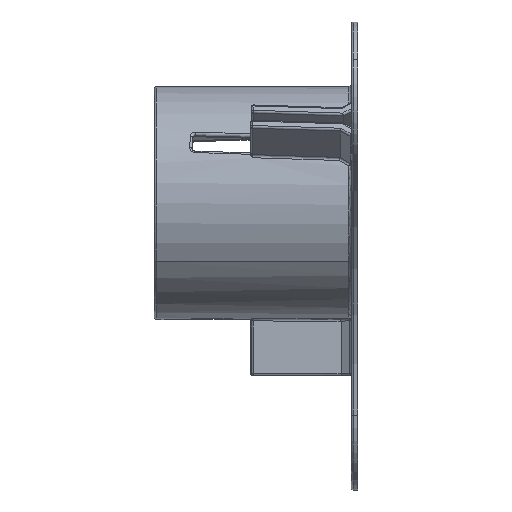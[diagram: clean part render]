
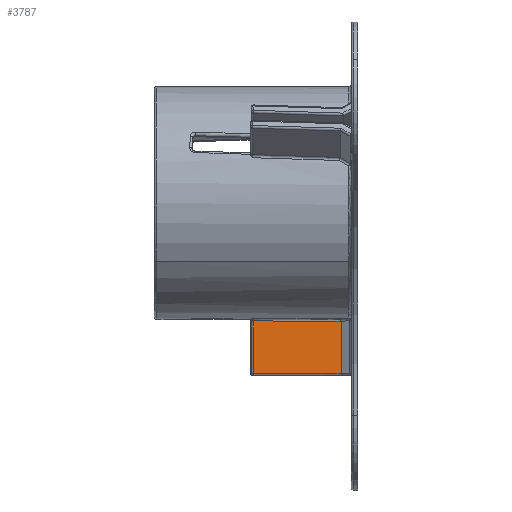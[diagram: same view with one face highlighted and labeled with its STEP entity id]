
A CAD part, left-side view. The second image highlights one B-rep face of the part: STEP entity #3787.
In plain terms, the highlighted planar face has unit normal (-0.999, -0.035, 0).
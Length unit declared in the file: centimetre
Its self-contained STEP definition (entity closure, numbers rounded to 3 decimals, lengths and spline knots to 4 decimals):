
#460 = VECTOR ( 'NONE', #8587, 100. ) ;
#578 = CARTESIAN_POINT ( 'NONE',  ( -0.4434, 0.6531, -4.6584 ) ) ;
#909 = CARTESIAN_POINT ( 'NONE',  ( -0.4434, 0.6531, -4.66 ) ) ;
#938 = ORIENTED_EDGE ( 'NONE', *, *, #9044, .T. ) ;
#1278 =( BOUNDED_CURVE ( )  B_SPLINE_CURVE ( 3, ( #578, #2156, #7857, #4839 ),
 .UNSPECIFIED., .F., .F. ) 
 B_SPLINE_CURVE_WITH_KNOTS ( ( 4, 4 ),
 ( 1.6869, 1.7128 ),
 .UNSPECIFIED. ) 
 CURVE ( )  GEOMETRIC_REPRESENTATION_ITEM ( )  RATIONAL_B_SPLINE_CURVE ( ( 1., 1., 1., 1. ) ) 
 REPRESENTATION_ITEM ( '' )  );
#1900 = DIRECTION ( 'NONE',  ( 0.035, -0.999, 0. ) ) ;
#2152 = AXIS2_PLACEMENT_3D ( 'NONE', #6093, #7536, #5446 ) ;
#2156 = CARTESIAN_POINT ( 'NONE',  ( -0.4835, 1.8026, -4.6537 ) ) ;
#2219 = LINE ( 'NONE', #2911, #460 ) ;
#2377 = CARTESIAN_POINT ( 'NONE',  ( -0.4434, 0.6531, -4.6589 ) ) ;
#2855 = EDGE_CURVE ( 'NONE', #8565, #5990, #8634, .T. ) ;
#2911 = CARTESIAN_POINT ( 'NONE',  ( -0.5636, 4.096, -6.8 ) ) ;
#2950 = EDGE_CURVE ( 'NONE', #3625, #8562, #2219, .T. ) ;
#3010 = CARTESIAN_POINT ( 'NONE',  ( -0.4434, 0.6531, -6.72 ) ) ;
#3071 = CARTESIAN_POINT ( 'NONE',  ( -0.4434, 0.6531, -4.6594 ) ) ;
#3162 = CARTESIAN_POINT ( 'NONE',  ( -0.4434, 0.6531, -4.66 ) ) ;
#3415 = LINE ( 'NONE', #4726, #7147 ) ;
#3493 = ORIENTED_EDGE ( 'NONE', *, *, #4414, .T. ) ;
#3625 = VERTEX_POINT ( 'NONE', #5723 ) ;
#3688 = DIRECTION ( 'NONE',  ( 0., 0., 1. ) ) ;
#3787 = ADVANCED_FACE ( 'NONE', ( #9068 ), #7670, .T. ) ;
#3997 = VERTEX_POINT ( 'NONE', #3010 ) ;
#4397 = ORIENTED_EDGE ( 'NONE', *, *, #9119, .T. ) ;
#4414 = EDGE_CURVE ( 'NONE', #5990, #3625, #1278, .T. ) ;
#4474 = ORIENTED_EDGE ( 'NONE', *, *, #2855, .T. ) ;
#4726 = CARTESIAN_POINT ( 'NONE',  ( -0.5664, 4.1759, -6.72 ) ) ;
#4839 = CARTESIAN_POINT ( 'NONE',  ( -0.5636, 4.096, -4.6428 ) ) ;
#5198 = CARTESIAN_POINT ( 'NONE',  ( -0.4434, 0.6531, -4.6584 ) ) ;
#5446 = DIRECTION ( 'NONE',  ( 0.035, -0.999, 0. ) ) ;
#5723 = CARTESIAN_POINT ( 'NONE',  ( -0.5636, 4.096, -4.6428 ) ) ;
#5970 = VECTOR ( 'NONE', #3688, 100. ) ;
#5990 = VERTEX_POINT ( 'NONE', #8176 ) ;
#6093 = CARTESIAN_POINT ( 'NONE',  ( -0.5664, 4.1759, -6.8 ) ) ;
#6552 = EDGE_LOOP ( 'NONE', ( #7901, #4397, #938, #4474, #3493 ) ) ;
#6592 = LINE ( 'NONE', #8824, #5970 ) ;
#7147 = VECTOR ( 'NONE', #1900, 100. ) ;
#7536 = DIRECTION ( 'NONE',  ( -0.999, -0.035, 0. ) ) ;
#7670 = PLANE ( 'NONE',  #2152 ) ;
#7857 = CARTESIAN_POINT ( 'NONE',  ( -0.5236, 2.9503, -4.6485 ) ) ;
#7870 = CARTESIAN_POINT ( 'NONE',  ( -0.5636, 4.096, -6.72 ) ) ;
#7901 = ORIENTED_EDGE ( 'NONE', *, *, #2950, .T. ) ;
#8176 = CARTESIAN_POINT ( 'NONE',  ( -0.4434, 0.6531, -4.6584 ) ) ;
#8562 = VERTEX_POINT ( 'NONE', #7870 ) ;
#8565 = VERTEX_POINT ( 'NONE', #909 ) ;
#8587 = DIRECTION ( 'NONE',  ( 0., 0., -1. ) ) ;
#8634 = B_SPLINE_CURVE_WITH_KNOTS ( 'NONE', 3,
 ( #3162, #3071, #2377, #5198 ),
 .UNSPECIFIED., .F., .F.,
 ( 4, 4 ),
 ( 0., 0. ),
 .UNSPECIFIED. ) ;
#8824 = CARTESIAN_POINT ( 'NONE',  ( -0.4434, 0.6531, -6.8 ) ) ;
#9044 = EDGE_CURVE ( 'NONE', #3997, #8565, #6592, .T. ) ;
#9068 = FACE_OUTER_BOUND ( 'NONE', #6552, .T. ) ;
#9119 = EDGE_CURVE ( 'NONE', #8562, #3997, #3415, .T. ) ;
